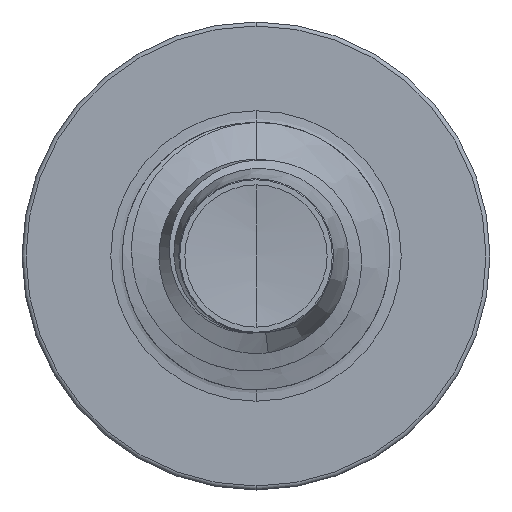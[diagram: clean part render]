
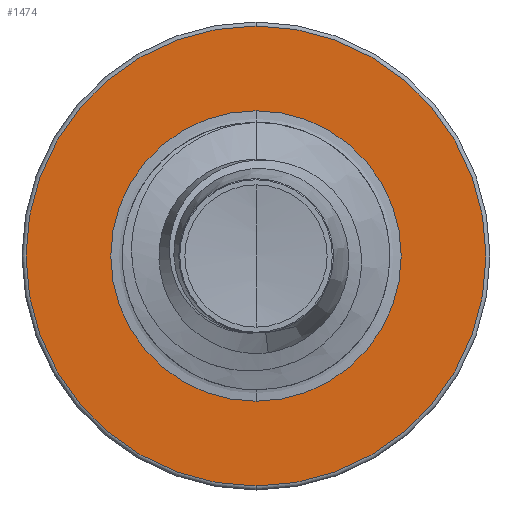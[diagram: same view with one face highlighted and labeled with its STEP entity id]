
A CAD part, front view. The second image highlights one B-rep face of the part: STEP entity #1474.
In plain terms, the highlighted planar face has unit normal (0, -1, 0).
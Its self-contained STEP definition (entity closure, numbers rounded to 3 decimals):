
#130 = DIRECTION ( 'NONE',  ( 0., 0., 1. ) ) ;
#154 = DIRECTION ( 'NONE',  ( 0., 1., 0. ) ) ;
#172 = CARTESIAN_POINT ( 'NONE',  ( 0., 5., 0. ) ) ;
#1008 = DIRECTION ( 'NONE',  ( 0., 0., 1. ) ) ;
#1015 = DIRECTION ( 'NONE',  ( 0., 1., 0. ) ) ;
#1033 = CARTESIAN_POINT ( 'NONE',  ( 0., 5., 0. ) ) ;
#1454 = AXIS2_PLACEMENT_3D ( 'NONE', #2731, #2722, #2685 ) ;
#1474 = ADVANCED_FACE ( 'NONE', ( #1603, #4596 ), #8075, .F. ) ;
#1603 = FACE_OUTER_BOUND ( 'NONE', #8892, .T. ) ;
#1732 = AXIS2_PLACEMENT_3D ( 'NONE', #1033, #1015, #1008 ) ;
#2149 = AXIS2_PLACEMENT_3D ( 'NONE', #172, #154, #130 ) ;
#2685 = DIRECTION ( 'NONE',  ( 0., 0., 1. ) ) ;
#2722 = DIRECTION ( 'NONE',  ( 0., 1., 0. ) ) ;
#2731 = CARTESIAN_POINT ( 'NONE',  ( 0., 5., 0. ) ) ;
#3752 = ORIENTED_EDGE ( 'NONE', *, *, #4474, .F. ) ;
#4474 = EDGE_CURVE ( 'NONE', #10338, #12324, #8703, .T. ) ;
#4596 = FACE_BOUND ( 'NONE', #10574, .T. ) ;
#4778 = CARTESIAN_POINT ( 'NONE',  ( 0., 5., -1.72 ) ) ;
#5278 = DIRECTION ( 'NONE',  ( 0., 0., 1. ) ) ;
#5969 = CARTESIAN_POINT ( 'NONE',  ( 0., 5., -1.086 ) ) ;
#6107 = CARTESIAN_POINT ( 'NONE',  ( 0., 5., 1.72 ) ) ;
#6251 = DIRECTION ( 'NONE',  ( 0., 1., 0. ) ) ;
#6980 = ORIENTED_EDGE ( 'NONE', *, *, #10881, .T. ) ;
#8075 = PLANE ( 'NONE',  #10041 ) ;
#8142 = AXIS2_PLACEMENT_3D ( 'NONE', #12550, #12549, #12545 ) ;
#8703 = CIRCLE ( 'NONE', #8142, 1.72 ) ;
#8892 = EDGE_LOOP ( 'NONE', ( #3752, #11259 ) ) ;
#8952 = VERTEX_POINT ( 'NONE', #12314 ) ;
#9483 = CIRCLE ( 'NONE', #1732, 1.72 ) ;
#9522 = ORIENTED_EDGE ( 'NONE', *, *, #11213, .T. ) ;
#10041 = AXIS2_PLACEMENT_3D ( 'NONE', #5969, #6251, #5278 ) ;
#10338 = VERTEX_POINT ( 'NONE', #6107 ) ;
#10574 = EDGE_LOOP ( 'NONE', ( #6980, #9522 ) ) ;
#10881 = EDGE_CURVE ( 'NONE', #11993, #8952, #12169, .T. ) ;
#11119 = EDGE_CURVE ( 'NONE', #12324, #10338, #9483, .T. ) ;
#11213 = EDGE_CURVE ( 'NONE', #8952, #11993, #12245, .T. ) ;
#11259 = ORIENTED_EDGE ( 'NONE', *, *, #11119, .F. ) ;
#11993 = VERTEX_POINT ( 'NONE', #12287 ) ;
#12169 = CIRCLE ( 'NONE', #2149, 1.086 ) ;
#12245 = CIRCLE ( 'NONE', #1454, 1.086 ) ;
#12287 = CARTESIAN_POINT ( 'NONE',  ( 0., 5., 1.086 ) ) ;
#12314 = CARTESIAN_POINT ( 'NONE',  ( 0., 5., -1.086 ) ) ;
#12324 = VERTEX_POINT ( 'NONE', #4778 ) ;
#12545 = DIRECTION ( 'NONE',  ( 0., 0., 1. ) ) ;
#12549 = DIRECTION ( 'NONE',  ( 0., 1., 0. ) ) ;
#12550 = CARTESIAN_POINT ( 'NONE',  ( 0., 5., 0. ) ) ;
